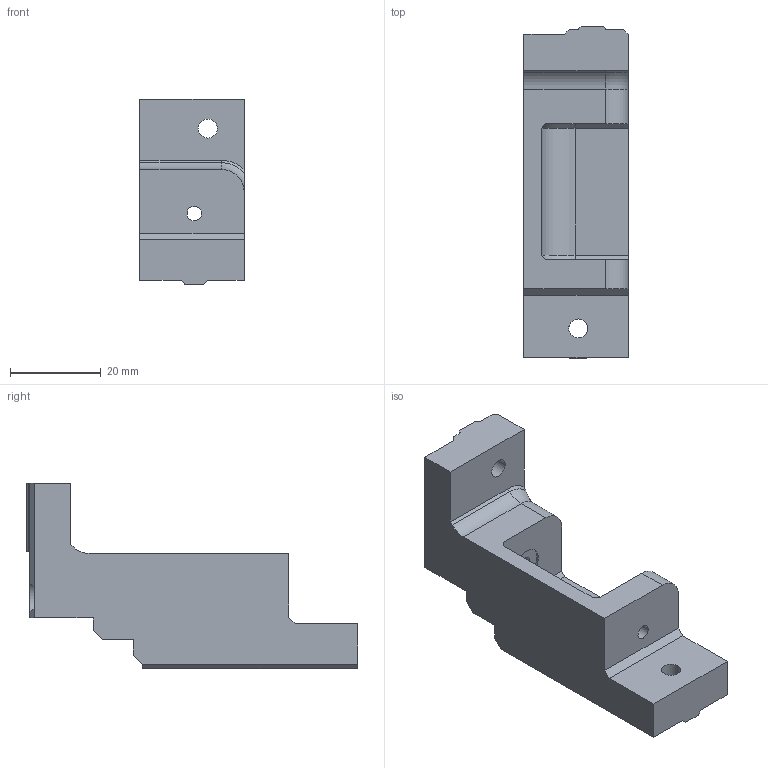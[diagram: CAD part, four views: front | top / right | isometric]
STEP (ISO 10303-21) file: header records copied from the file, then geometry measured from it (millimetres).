
FILE_DESCRIPTION(/* description */ (''),/* implementation_level */ '2;1');
FILE_NAME(/* name */ 'bypass roller mount.stp',/* time_stamp */ '2023-01-22T17:11:58+03:00',/* author */ ('Engineer'),/* organization */ (''),/* preprocessor_version */ 'ST-DEVELOPER v18.1',/* originating_system */ 'Autodesk Inventor 2022',/* authorisation */ '');
FILE_SCHEMA (('AUTOMOTIVE_DESIGN { 1 0 10303 214 3 1 1 }'));
Length unit declared in the file: millimetre
Products named in the file (1): Ленивец NEW
Bounding box: 23 x 73.14 x 40.98 mm (x, y, z)
Volume: 23166.8 mm3; surface area: 9109.3 mm2
Topology: 1 solids, 1 shells, 60 faces, 163 edges, 106 vertices
Faces by surface type: plane 45, cylinder 11, cone 3, torus 1
Full cylindrical faces by diameter (mm): 3.2 x2, 4.2 x2, 7.5 x3
Entity records: 1938 total; most frequent: CARTESIAN_POINT 337, ORIENTED_EDGE 326, DIRECTION 317, EDGE_CURVE 163, LINE 127, VECTOR 127, VERTEX_POINT 106, AXIS2_PLACEMENT_3D 95
